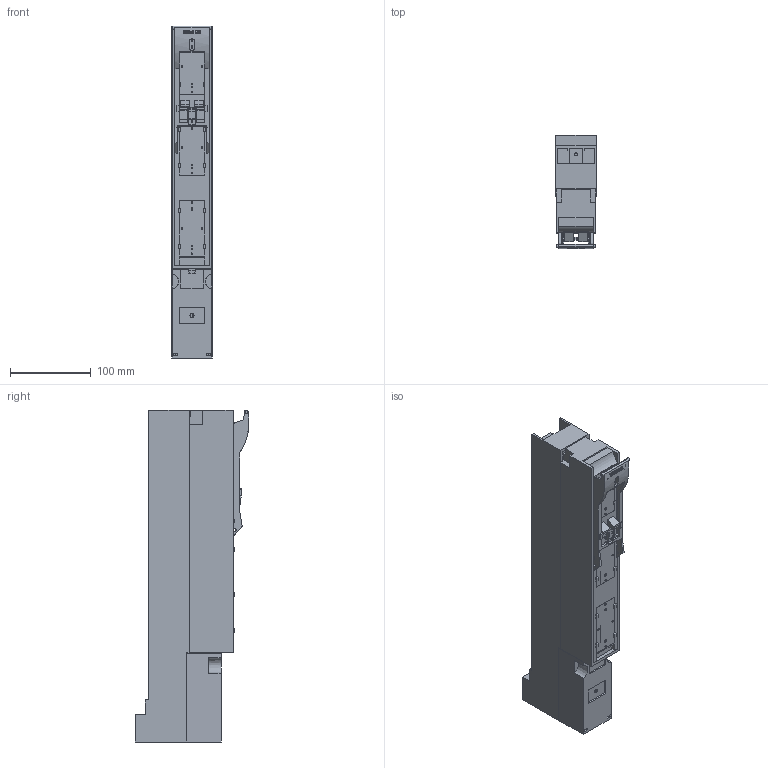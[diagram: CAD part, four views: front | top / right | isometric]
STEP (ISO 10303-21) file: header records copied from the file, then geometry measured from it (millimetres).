
FILE_DESCRIPTION(/* description */ (''),/* implementation_level */ '2;1');
FILE_NAME(/* name */ '3NJ41033BR02_v.stp',/* time_stamp */ '2023-05-30T14:20:09+02:00',/* author */ (''),/* organization */ (''),/* preprocessor_version */ 'ST-DEVELOPER v18.101',/* originating_system */ 'SIEMENS PLM Software NX 2008',/* authorisation */ '');
FILE_SCHEMA (('AUTOMOTIVE_DESIGN { 1 0 10303 214 3 1 1 1 }'));
Length unit declared in the file: millimetre
Products named in the file (1): 3NJ41033BR02_v10_final
Bounding box: 50 x 140.69 x 410 mm (x, y, z)
Volume: 1321287.2 mm3; surface area: 267469.2 mm2
Topology: 4 solids, 5 shells, 1246 faces, 3739 edges, 2474 vertices
Faces by surface type: plane 1123, cylinder 59, cone 38, extrusion 18, sphere 6, bspline 2
Full cylindrical faces by diameter (mm): 3.359 x1, 3.376 x1, 3.6 x6, 3.73 x2, 4 x1, 5 x1, 6 x9, 9 x1, 10 x3
Entity records: 44630 total; most frequent: CARTESIAN_POINT 8471, ORIENTED_EDGE 7328, DIRECTION 6292, EDGE_CURVE 3664, VECTOR 3262, LINE 3244, VERTEX_POINT 2446, AXIS2_PLACEMENT_3D 1515
